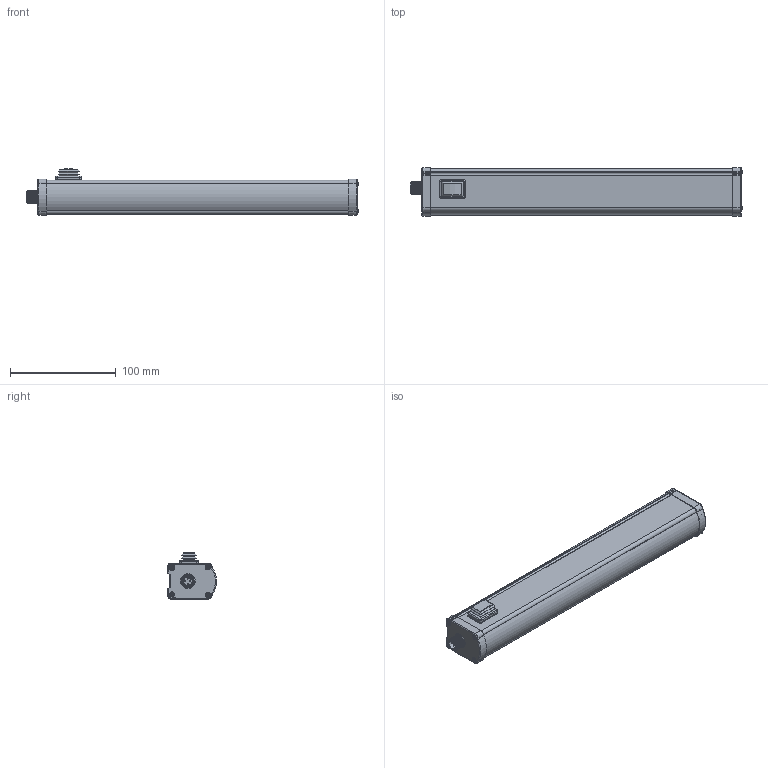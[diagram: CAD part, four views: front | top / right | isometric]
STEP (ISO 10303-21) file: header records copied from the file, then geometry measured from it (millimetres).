
FILE_DESCRIPTION((''),'2;1');
FILE_NAME('246049_SM01_ASM','2025-03-03T11:33:55',('banengservice'),('BANNER ENGINEERING'),'CREO PARAMETRIC BY PTC INC, 2022414','CREO PARAMETRIC BY PTC INC, 2022414','');
FILE_SCHEMA(('CONFIG_CONTROL_DESIGN'));
Length unit declared in the file: millimetre
Products named in the file (2): 246049_EP01; 246049_SM01_ASM
Assembly tree (1 placements, depth 2):
  246049_SM01_ASM
    246049_EP01
Bounding box: 314.7 x 46.2 x 44 mm (x, y, z)
Volume: 404983.2 mm3; surface area: 52051.6 mm2
Topology: 1 solids, 1 shells, 775 faces, 1985 edges, 1249 vertices
Faces by surface type: plane 296, cylinder 210, cone 135, torus 89, bspline 41, sphere 4
Entity records: 31647 total; most frequent: CARTESIAN_POINT 13234, ORIENTED_EDGE 3970, DIRECTION 3718, EDGE_CURVE 1985, AXIS2_PLACEMENT_3D 1417, VERTEX_POINT 1249, VECTOR 884, LINE 884
